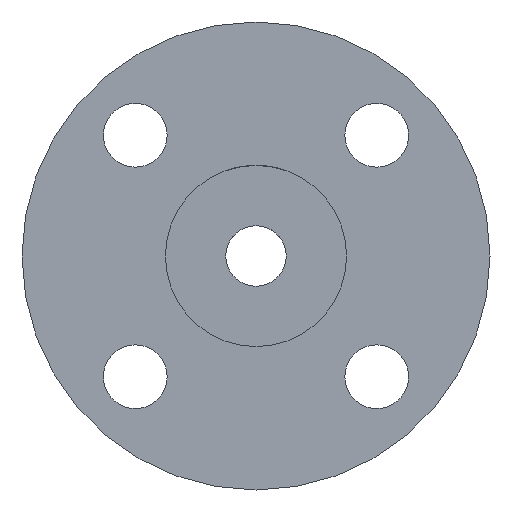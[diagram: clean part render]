
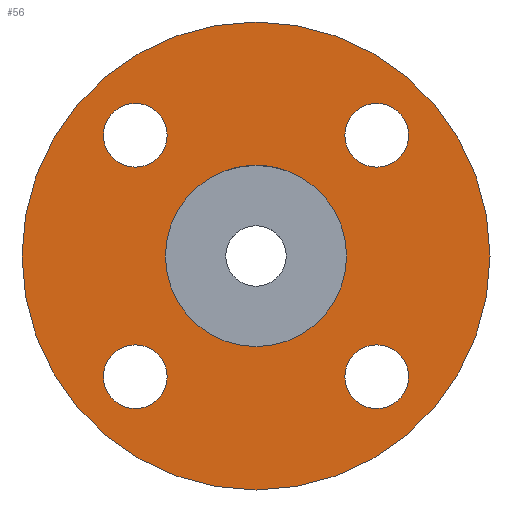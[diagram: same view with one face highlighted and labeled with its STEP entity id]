
A CAD part, front view. The second image highlights one B-rep face of the part: STEP entity #56.
In plain terms, the highlighted planar face has unit normal (0, -1, 0).
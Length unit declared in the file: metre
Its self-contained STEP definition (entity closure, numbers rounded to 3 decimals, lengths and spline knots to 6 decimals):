
#56 = ADVANCED_FACE( '', ( #121, #122, #123, #124, #125, #126 ), #127, .T. );
#121 = FACE_BOUND( '', #187, .T. );
#122 = FACE_BOUND( '', #188, .T. );
#123 = FACE_BOUND( '', #189, .T. );
#124 = FACE_BOUND( '', #190, .T. );
#125 = FACE_BOUND( '', #191, .T. );
#126 = FACE_OUTER_BOUND( '', #192, .T. );
#127 = PLANE( '', #193 );
#187 = EDGE_LOOP( '', ( #261 ) );
#188 = EDGE_LOOP( '', ( #262 ) );
#189 = EDGE_LOOP( '', ( #263 ) );
#190 = EDGE_LOOP( '', ( #264 ) );
#191 = EDGE_LOOP( '', ( #265 ) );
#192 = EDGE_LOOP( '', ( #266 ) );
#193 = AXIS2_PLACEMENT_3D( '', #267, #268, #269 );
#261 = ORIENTED_EDGE( '', *, *, #1025, .F. );
#262 = ORIENTED_EDGE( '', *, *, #1033, .F. );
#263 = ORIENTED_EDGE( '', *, *, #1034, .F. );
#264 = ORIENTED_EDGE( '', *, *, #1031, .F. );
#265 = ORIENTED_EDGE( '', *, *, #1017, .F. );
#266 = ORIENTED_EDGE( '', *, *, #1027, .T. );
#267 = CARTESIAN_POINT( '', ( 0., -0.00225, 0. ) );
#268 = DIRECTION( '', ( 0., -1., 0. ) );
#269 = DIRECTION( '', ( 1., 0., 0. ) );
#1017 = EDGE_CURVE( '', #1049, #1049, #1050, .T. );
#1025 = EDGE_CURVE( '', #1063, #1063, #1064, .T. );
#1027 = EDGE_CURVE( '', #1066, #1066, #1067, .T. );
#1031 = EDGE_CURVE( '', #1071, #1071, #1072, .T. );
#1033 = EDGE_CURVE( '', #1074, #1074, #1075, .T. );
#1034 = EDGE_CURVE( '', #1076, #1076, #1077, .T. );
#1049 = VERTEX_POINT( '', #1186 );
#1050 = CIRCLE( '', #1187, 0.006 );
#1063 = VERTEX_POINT( '', #1200 );
#1064 = CIRCLE( '', #1201, 0.002113 );
#1066 = VERTEX_POINT( '', #1203 );
#1067 = CIRCLE( '', #1204, 0.0155 );
#1071 = VERTEX_POINT( '', #1208 );
#1072 = CIRCLE( '', #1209, 0.002113 );
#1074 = VERTEX_POINT( '', #1211 );
#1075 = CIRCLE( '', #1212, 0.002113 );
#1076 = VERTEX_POINT( '', #1213 );
#1077 = CIRCLE( '', #1214, 0.002113 );
#1186 = CARTESIAN_POINT( '', ( 0.006, -0.00225, 0. ) );
#1187 = AXIS2_PLACEMENT_3D( '', #1226, #1227, #1228 );
#1200 = CARTESIAN_POINT( '', ( 0.007999, -0.00225, -0.010112 ) );
#1201 = AXIS2_PLACEMENT_3D( '', #1244, #1245, #1246 );
#1203 = CARTESIAN_POINT( '', ( 0., -0.00225, -0.0155 ) );
#1204 = AXIS2_PLACEMENT_3D( '', #1247, #1248, #1249 );
#1208 = CARTESIAN_POINT( '', ( 0.007999, -0.00225, 0.005887 ) );
#1209 = AXIS2_PLACEMENT_3D( '', #1250, #1251, #1252 );
#1211 = CARTESIAN_POINT( '', ( -0.007999, -0.00225, -0.010112 ) );
#1212 = AXIS2_PLACEMENT_3D( '', #1253, #1254, #1255 );
#1213 = CARTESIAN_POINT( '', ( -0.007999, -0.00225, 0.005887 ) );
#1214 = AXIS2_PLACEMENT_3D( '', #1256, #1257, #1258 );
#1226 = CARTESIAN_POINT( '', ( 0., -0.00225, 0. ) );
#1227 = DIRECTION( '', ( 0., -1., 0. ) );
#1228 = DIRECTION( '', ( 1., 0., 0. ) );
#1244 = CARTESIAN_POINT( '', ( 0.007999, -0.00225, -0.007999 ) );
#1245 = DIRECTION( '', ( 0., -1., 0. ) );
#1246 = DIRECTION( '', ( 0., 0., -1. ) );
#1247 = CARTESIAN_POINT( '', ( 0., -0.00225, 0. ) );
#1248 = DIRECTION( '', ( 0., -1., 0. ) );
#1249 = DIRECTION( '', ( 0., 0., -1. ) );
#1250 = CARTESIAN_POINT( '', ( 0.007999, -0.00225, 0.007999 ) );
#1251 = DIRECTION( '', ( 0., -1., 0. ) );
#1252 = DIRECTION( '', ( 0., 0., -1. ) );
#1253 = CARTESIAN_POINT( '', ( -0.007999, -0.00225, -0.007999 ) );
#1254 = DIRECTION( '', ( 0., -1., 0. ) );
#1255 = DIRECTION( '', ( 0., 0., -1. ) );
#1256 = CARTESIAN_POINT( '', ( -0.007999, -0.00225, 0.007999 ) );
#1257 = DIRECTION( '', ( 0., -1., 0. ) );
#1258 = DIRECTION( '', ( 0., 0., -1. ) );
